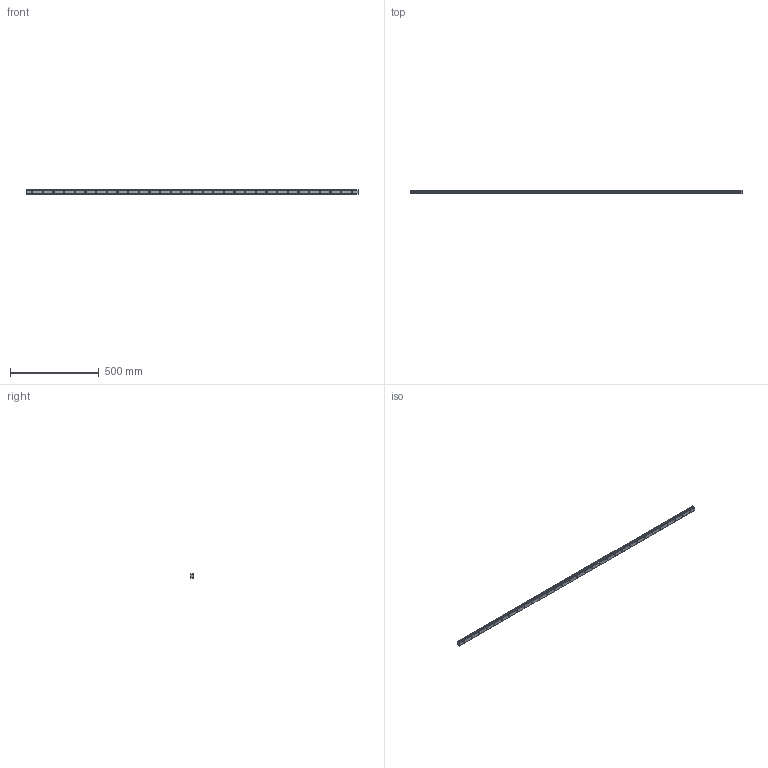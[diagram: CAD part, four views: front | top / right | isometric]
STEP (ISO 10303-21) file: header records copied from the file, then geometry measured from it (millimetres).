
FILE_DESCRIPTION (( 'STEP AP214' ), '1' );
FILE_NAME ('SSR25XTB1SS-1870LY_G35_0_B-M6F_893-5_0_0_0.STEP', '2021-06-28T13:53:54', ( '' ), ( '' ), 'SwSTEP 2.0', 'SolidWorks 2021', '' );
FILE_SCHEMA (( 'AUTOMOTIVE_DESIGN' ));
Length unit declared in the file: millimetre
Products named in the file (2): _SSR25XTBY187035Y Track; SSR25XTB1SS-1870LY_G35_0_B-M6F_893-5_0_0_0
Assembly tree (1 placements, depth 2):
  SSR25XTB1SS-1870LY_G35_0_B-M6F_893-5_0_0_0
    _SSR25XTBY187035Y Track
Bounding box: 1870 x 18 x 23 mm (x, y, z)
Volume: 654358.3 mm3; surface area: 175913.9 mm2
Topology: 1 solids, 1 shells, 181 faces, 444 edges, 296 vertices
Faces by surface type: cylinder 132, plane 49
Entity records: 5672 total; most frequent: DIRECTION 1078, CARTESIAN_POINT 925, ORIENTED_EDGE 888, AXIS2_PLACEMENT_3D 449, EDGE_CURVE 444, VERTEX_POINT 296, EDGE_LOOP 274, CIRCLE 264
